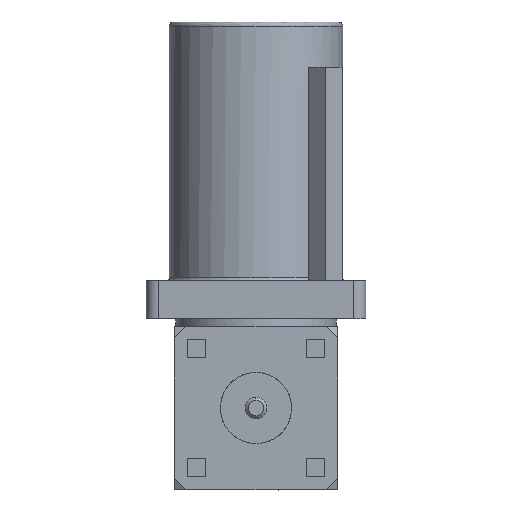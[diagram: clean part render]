
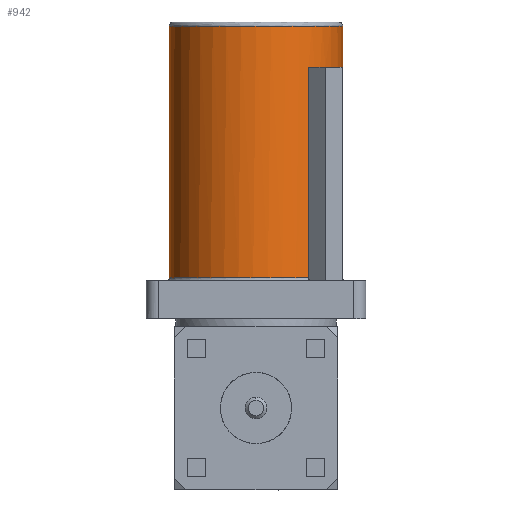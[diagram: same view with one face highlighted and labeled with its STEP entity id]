
A CAD part, front view. The second image highlights one B-rep face of the part: STEP entity #942.
In plain terms, the highlighted cylindrical face has radius 3.708 mm (diameter 7.417 mm), a partial arc.
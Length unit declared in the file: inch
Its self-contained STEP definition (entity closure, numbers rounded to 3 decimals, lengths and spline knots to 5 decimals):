
#35 = CARTESIAN_POINT ( 'NONE',  ( 0.146, 0., -0.08965 ) ) ;
#150 = CARTESIAN_POINT ( 'NONE',  ( 0.146, 0., -0.52065 ) ) ;
#173 = DIRECTION ( 'NONE',  ( 0., 0., 1. ) ) ;
#219 = CARTESIAN_POINT ( 'NONE',  ( 0.08841, -0.11619, -0.52065 ) ) ;
#244 = DIRECTION ( 'NONE',  ( -1., 0., 0. ) ) ;
#262 = AXIS2_PLACEMENT_3D ( 'NONE', #3967, #4829, #1198 ) ;
#385 = VERTEX_POINT ( 'NONE', #219 ) ;
#446 = ORIENTED_EDGE ( 'NONE', *, *, #4768, .F. ) ;
#458 = DIRECTION ( 'NONE',  ( 0., 0., -1. ) ) ;
#507 = EDGE_CURVE ( 'NONE', #2556, #1769, #4519, .T. ) ;
#531 = AXIS2_PLACEMENT_3D ( 'NONE', #2232, #1918, #1840 ) ;
#590 = CARTESIAN_POINT ( 'NONE',  ( 0.11662, -0.08784, -0.08965 ) ) ;
#658 = DIRECTION ( 'NONE',  ( 0., 0., -1. ) ) ;
#912 = DIRECTION ( 'NONE',  ( 0., 0., -1. ) ) ;
#913 = AXIS2_PLACEMENT_3D ( 'NONE', #1013, #2292, #3890 ) ;
#942 = ADVANCED_FACE ( 'NONE', ( #3101 ), #1842, .T. ) ;
#987 = AXIS2_PLACEMENT_3D ( 'NONE', #1419, #658, #5026 ) ;
#1013 = CARTESIAN_POINT ( 'NONE',  ( 0., 0., -0.52065 ) ) ;
#1016 = CARTESIAN_POINT ( 'NONE',  ( 0.11662, -0.08784, -0.52065 ) ) ;
#1116 = CARTESIAN_POINT ( 'NONE',  ( 0., 0., -0.08965 ) ) ;
#1198 = DIRECTION ( 'NONE',  ( -1., 0., 0. ) ) ;
#1282 = EDGE_LOOP ( 'NONE', ( #2400, #3110, #4483, #2006, #3244, #446, #2834, #1380 ) ) ;
#1299 = LINE ( 'NONE', #4902, #3913 ) ;
#1308 = CARTESIAN_POINT ( 'NONE',  ( 0.146, 0., -0.09665 ) ) ;
#1380 = ORIENTED_EDGE ( 'NONE', *, *, #507, .T. ) ;
#1419 = CARTESIAN_POINT ( 'NONE',  ( 0., 0., -0.16565 ) ) ;
#1708 = VECTOR ( 'NONE', #912, 39.37008 ) ;
#1769 = VERTEX_POINT ( 'NONE', #150 ) ;
#1840 = DIRECTION ( 'NONE',  ( -1., 0., 0. ) ) ;
#1842 = CYLINDRICAL_SURFACE ( 'NONE', #4029, 0.146 ) ;
#1918 = DIRECTION ( 'NONE',  ( 0., 0., -1. ) ) ;
#2006 = ORIENTED_EDGE ( 'NONE', *, *, #5002, .T. ) ;
#2232 = CARTESIAN_POINT ( 'NONE',  ( 0., 0., -0.09665 ) ) ;
#2292 = DIRECTION ( 'NONE',  ( 0., 0., 1. ) ) ;
#2314 = DIRECTION ( 'NONE',  ( 0., 0., -1. ) ) ;
#2329 = VERTEX_POINT ( 'NONE', #3677 ) ;
#2400 = ORIENTED_EDGE ( 'NONE', *, *, #3733, .F. ) ;
#2420 = LINE ( 'NONE', #35, #2884 ) ;
#2556 = VERTEX_POINT ( 'NONE', #1016 ) ;
#2564 = EDGE_CURVE ( 'NONE', #2556, #4403, #3763, .T. ) ;
#2794 = CIRCLE ( 'NONE', #531, 0.146 ) ;
#2834 = ORIENTED_EDGE ( 'NONE', *, *, #2564, .F. ) ;
#2883 = CARTESIAN_POINT ( 'NONE',  ( 0.11662, -0.08784, -0.16565 ) ) ;
#2884 = VECTOR ( 'NONE', #458, 39.37008 ) ;
#2903 = CARTESIAN_POINT ( 'NONE',  ( -0.146, 0., -0.08965 ) ) ;
#2933 = EDGE_CURVE ( 'NONE', #4435, #3283, #2973, .T. ) ;
#2973 = LINE ( 'NONE', #2903, #1708 ) ;
#3043 = EDGE_CURVE ( 'NONE', #4873, #4435, #2794, .T. ) ;
#3101 = FACE_OUTER_BOUND ( 'NONE', #1282, .T. ) ;
#3110 = ORIENTED_EDGE ( 'NONE', *, *, #3043, .T. ) ;
#3166 = CIRCLE ( 'NONE', #987, 0.146 ) ;
#3244 = ORIENTED_EDGE ( 'NONE', *, *, #5149, .F. ) ;
#3283 = VERTEX_POINT ( 'NONE', #4094 ) ;
#3677 = CARTESIAN_POINT ( 'NONE',  ( 0.08841, -0.11619, -0.16565 ) ) ;
#3733 = EDGE_CURVE ( 'NONE', #4873, #1769, #2420, .T. ) ;
#3763 = LINE ( 'NONE', #590, #4043 ) ;
#3890 = DIRECTION ( 'NONE',  ( -1., 0., 0. ) ) ;
#3908 = CIRCLE ( 'NONE', #913, 0.146 ) ;
#3913 = VECTOR ( 'NONE', #4326, 39.37008 ) ;
#3967 = CARTESIAN_POINT ( 'NONE',  ( 0., 0., -0.52065 ) ) ;
#4029 = AXIS2_PLACEMENT_3D ( 'NONE', #1116, #2314, #244 ) ;
#4043 = VECTOR ( 'NONE', #173, 39.37008 ) ;
#4055 = CARTESIAN_POINT ( 'NONE',  ( -0.146, 0., -0.09665 ) ) ;
#4094 = CARTESIAN_POINT ( 'NONE',  ( -0.146, 0., -0.52065 ) ) ;
#4326 = DIRECTION ( 'NONE',  ( 0., 0., -1. ) ) ;
#4403 = VERTEX_POINT ( 'NONE', #2883 ) ;
#4435 = VERTEX_POINT ( 'NONE', #4055 ) ;
#4483 = ORIENTED_EDGE ( 'NONE', *, *, #2933, .T. ) ;
#4519 = CIRCLE ( 'NONE', #262, 0.146 ) ;
#4768 = EDGE_CURVE ( 'NONE', #4403, #2329, #3166, .T. ) ;
#4829 = DIRECTION ( 'NONE',  ( 0., 0., 1. ) ) ;
#4873 = VERTEX_POINT ( 'NONE', #1308 ) ;
#4902 = CARTESIAN_POINT ( 'NONE',  ( 0.08841, -0.11619, -0.08965 ) ) ;
#5002 = EDGE_CURVE ( 'NONE', #3283, #385, #3908, .T. ) ;
#5026 = DIRECTION ( 'NONE',  ( 1., 0., 0. ) ) ;
#5149 = EDGE_CURVE ( 'NONE', #2329, #385, #1299, .T. ) ;
